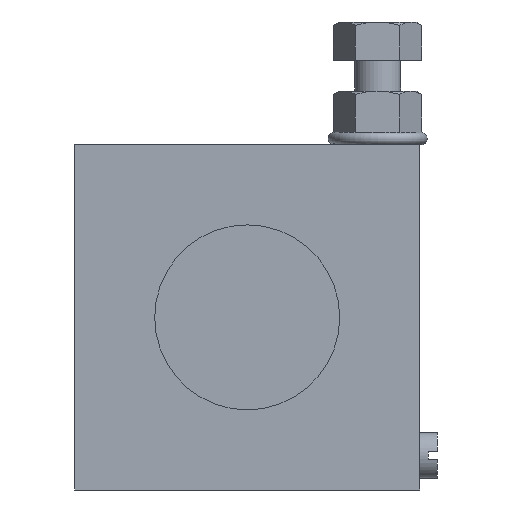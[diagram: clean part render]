
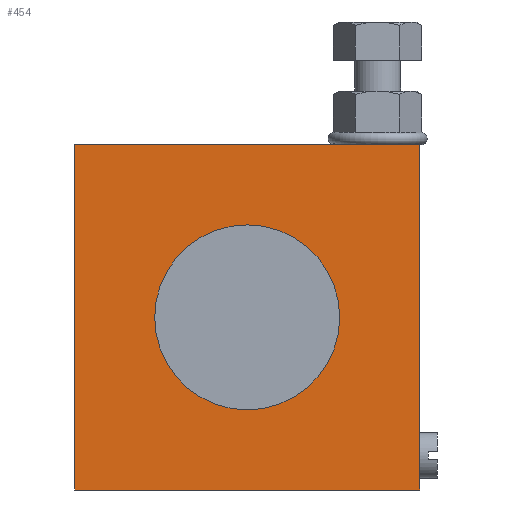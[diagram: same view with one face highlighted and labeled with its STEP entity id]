
A CAD part, left-side view. The second image highlights one B-rep face of the part: STEP entity #454.
In plain terms, the highlighted planar face has unit normal (-1, 0, 0).
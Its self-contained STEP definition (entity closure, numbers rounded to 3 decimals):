
#454 = ADVANCED_FACE( '', ( #932, #933 ), #934, .T. );
#932 = FACE_BOUND( '', #1422, .T. );
#933 = FACE_OUTER_BOUND( '', #1423, .T. );
#934 = PLANE( '', #1424 );
#1422 = EDGE_LOOP( '', ( #2314 ) );
#1423 = EDGE_LOOP( '', ( #2315, #2316, #2317, #2318 ) );
#1424 = AXIS2_PLACEMENT_3D( '', #2319, #2320, #2321 );
#2314 = ORIENTED_EDGE( '', *, *, #2812, .F. );
#2315 = ORIENTED_EDGE( '', *, *, #2852, .F. );
#2316 = ORIENTED_EDGE( '', *, *, #2869, .F. );
#2317 = ORIENTED_EDGE( '', *, *, #2715, .T. );
#2318 = ORIENTED_EDGE( '', *, *, #2583, .T. );
#2319 = CARTESIAN_POINT( '', ( -40., -45., -22.5 ) );
#2320 = DIRECTION( '', ( -1., 0., 0. ) );
#2321 = DIRECTION( '', ( 0., 0., 1. ) );
#2583 = EDGE_CURVE( '', #2988, #2985, #2989, .T. );
#2715 = EDGE_CURVE( '', #3198, #2988, #3199, .T. );
#2812 = EDGE_CURVE( '', #3336, #3336, #3337, .T. );
#2852 = EDGE_CURVE( '', #3385, #2985, #3386, .T. );
#2869 = EDGE_CURVE( '', #3198, #3385, #3405, .T. );
#2985 = VERTEX_POINT( '', #3598 );
#2988 = VERTEX_POINT( '', #3602 );
#2989 = LINE( '', #3603, #3604 );
#3198 = VERTEX_POINT( '', #4016 );
#3199 = LINE( '', #4017, #4018 );
#3336 = VERTEX_POINT( '', #4266 );
#3337 = CIRCLE( '', #4267, 12.06 );
#3385 = VERTEX_POINT( '', #4355 );
#3386 = LINE( '', #4356, #4357 );
#3405 = LINE( '', #4393, #4394 );
#3598 = CARTESIAN_POINT( '', ( -40., 0., 22.5 ) );
#3602 = CARTESIAN_POINT( '', ( -40., -45., 22.5 ) );
#3603 = CARTESIAN_POINT( '', ( -40., -45., 22.5 ) );
#3604 = VECTOR( '', #4490, 1000. );
#4016 = CARTESIAN_POINT( '', ( -40., -45., -22.5 ) );
#4017 = CARTESIAN_POINT( '', ( -40., -45., -22.5 ) );
#4018 = VECTOR( '', #4631, 1000. );
#4266 = CARTESIAN_POINT( '', ( -40., -22.5, 12.06 ) );
#4267 = AXIS2_PLACEMENT_3D( '', #4730, #4731, #4732 );
#4355 = CARTESIAN_POINT( '', ( -40., 0., -22.5 ) );
#4356 = CARTESIAN_POINT( '', ( -40., 0., -22.5 ) );
#4357 = VECTOR( '', #4775, 1000. );
#4393 = CARTESIAN_POINT( '', ( -40., -45., -22.5 ) );
#4394 = VECTOR( '', #4788, 1000. );
#4490 = DIRECTION( '', ( 0., 1., 0. ) );
#4631 = DIRECTION( '', ( 0., 0., 1. ) );
#4730 = CARTESIAN_POINT( '', ( -40., -22.5, 0. ) );
#4731 = DIRECTION( '', ( -1., 0., 0. ) );
#4732 = DIRECTION( '', ( 0., 0., 1. ) );
#4775 = DIRECTION( '', ( 0., 0., 1. ) );
#4788 = DIRECTION( '', ( 0., 1., 0. ) );
